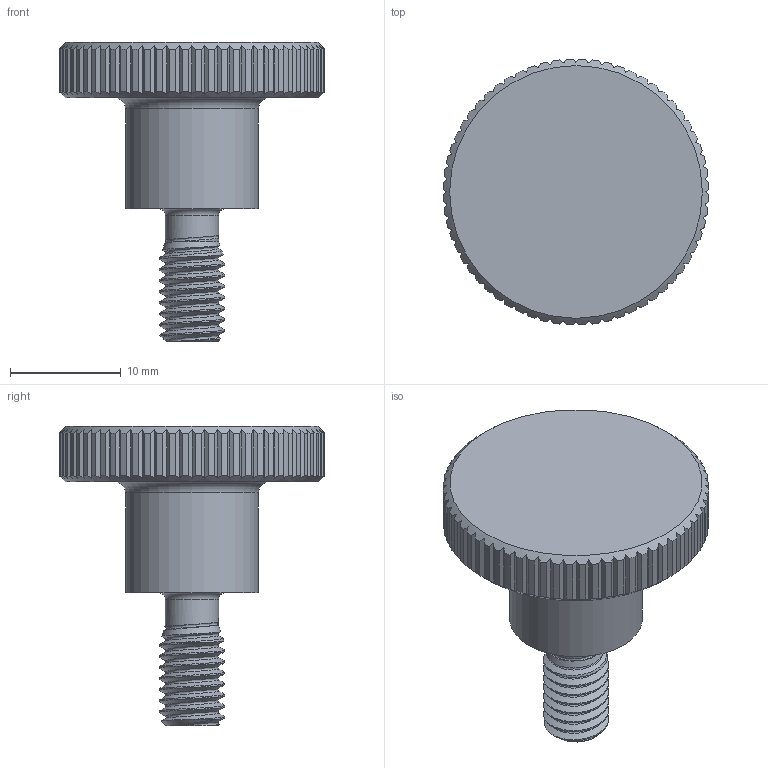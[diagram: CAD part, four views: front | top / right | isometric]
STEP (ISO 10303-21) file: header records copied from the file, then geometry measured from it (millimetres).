
FILE_DESCRIPTION(('FreeCAD Model'),'2;1');
FILE_NAME('Open CASCADE Shape Model','2025-06-25T08:42:25',('BT'),(''), 'Open CASCADE STEP processor 7.8','FreeCAD','Unknown');
FILE_SCHEMA(('AUTOMOTIVE_DESIGN { 1 0 10303 214 1 1 1 1 }'));
Length unit declared in the file: millimetre
Products named in the file (1): M6x12-Screw
Bounding box: 23.99 x 23.99 x 27 mm (x, y, z)
Volume: 3600.6 mm3; surface area: 1930 mm2
Topology: 1 solids, 1 shells, 247 faces, 687 edges, 443 vertices
Faces by surface type: plane 133, cylinder 75, bspline 30, cone 7, torus 2
Full cylindrical faces by diameter (mm): 4.807 x1, 5.89 x6, 12 x1
Entity records: 10885 total; most frequent: CARTESIAN_POINT 4442, DIRECTION 1442, ORIENTED_EDGE 1372, EDGE_CURVE 686, AXIS2_PLACEMENT_3D 617, VERTEX_POINT 443, HYPERBOLA 256, FACE_BOUND 249
